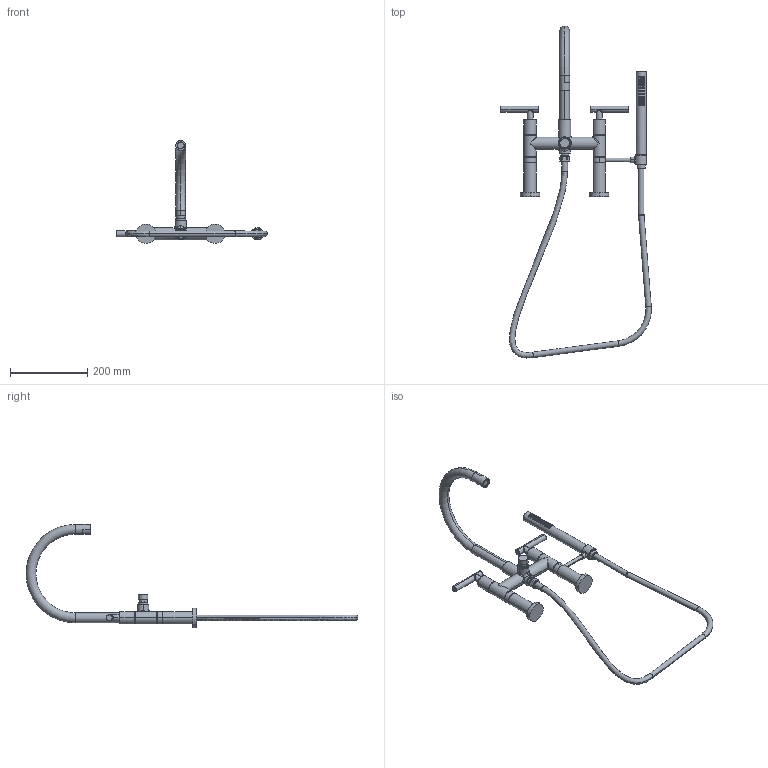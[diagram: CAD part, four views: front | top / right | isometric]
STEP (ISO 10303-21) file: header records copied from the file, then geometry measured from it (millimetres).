
FILE_DESCRIPTION((''),'2;1');
FILE_NAME('1500-4273','2023-02-23T23:27:23',('nehatek'),(''),'CREO PARAMETRIC BY PTC INC, 2019352','CREO PARAMETRIC BY PTC INC, 2019352','');
FILE_SCHEMA(('CONFIG_CONTROL_DESIGN'));
Length unit declared in the file: inch
Products named in the file (1): 1500-4273
Bounding box: 389.13 x 858.25 x 266.45 mm (x, y, z)
Volume: 1184849.8 mm3; surface area: 215955.8 mm2
Topology: 5 solids, 5 shells, 1172 faces, 2608 edges, 1575 vertices
Faces by surface type: bspline 670, cylinder 307, plane 123, cone 38, torus 24, sphere 10
Entity records: 140007 total; most frequent: CARTESIAN_POINT 119174, ORIENTED_EDGE 5216, EDGE_CURVE 2608, DIRECTION 2547, VERTEX_POINT 1575, B_SPLINE_CURVE_WITH_KNOTS 1530, EDGE_LOOP 1303, FACE_OUTER_BOUND 1172
